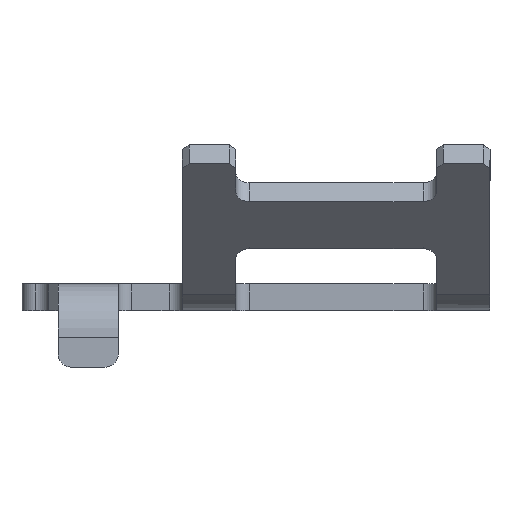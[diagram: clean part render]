
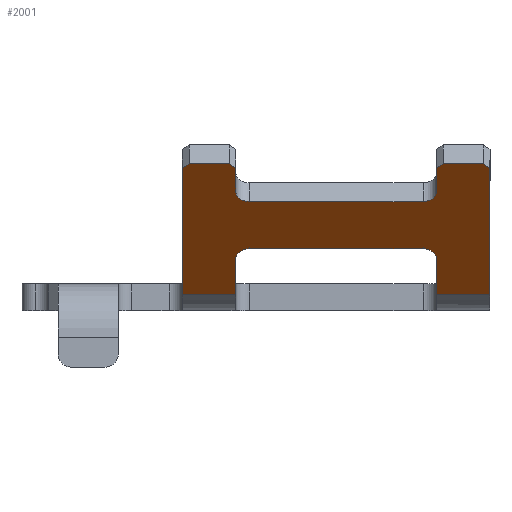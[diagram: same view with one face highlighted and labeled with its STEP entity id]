
A CAD part, left-side view. The second image highlights one B-rep face of the part: STEP entity #2001.
In plain terms, the highlighted planar face has unit normal (-0.707, 0, -0.707).
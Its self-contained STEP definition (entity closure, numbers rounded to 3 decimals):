
#131=CIRCLE('',#2152,1.);
#132=CIRCLE('',#2154,1.);
#133=CIRCLE('',#2157,1.);
#134=CIRCLE('',#2160,1.);
#251=FACE_OUTER_BOUND('',#360,.T.);
#360=EDGE_LOOP('',(#1796,#1797,#1798,#1799,#1800,#1801,#1802,#1803,#1804,
#1805,#1806,#1807,#1808,#1809,#1810,#1811,#1812,#1813,#1814,#1815));
#410=LINE('',#2895,#613);
#414=LINE('',#2902,#617);
#429=LINE('',#2941,#632);
#432=LINE('',#2946,#635);
#434=LINE('',#2951,#637);
#437=LINE('',#2956,#640);
#439=LINE('',#2960,#642);
#538=LINE('',#3294,#741);
#541=LINE('',#3303,#744);
#545=LINE('',#3312,#748);
#551=LINE('',#3353,#754);
#552=LINE('',#3362,#755);
#562=LINE('',#3394,#765);
#563=LINE('',#3396,#766);
#564=LINE('',#3398,#767);
#565=LINE('',#3400,#768);
#613=VECTOR('',#2296,10.);
#617=VECTOR('',#2302,10.);
#632=VECTOR('',#2329,10.);
#635=VECTOR('',#2334,10.);
#637=VECTOR('',#2338,10.);
#640=VECTOR('',#2343,10.);
#642=VECTOR('',#2347,10.);
#741=VECTOR('',#2646,10.);
#744=VECTOR('',#2655,10.);
#748=VECTOR('',#2665,10.);
#754=VECTOR('',#2699,10.);
#755=VECTOR('',#2712,10.);
#765=VECTOR('',#2766,10.);
#766=VECTOR('',#2769,10.);
#767=VECTOR('',#2772,10.);
#768=VECTOR('',#2775,10.);
#813=VERTEX_POINT('',#2892);
#814=VERTEX_POINT('',#2894);
#816=VERTEX_POINT('',#2900);
#834=VERTEX_POINT('',#2940);
#835=VERTEX_POINT('',#2944);
#836=VERTEX_POINT('',#2948);
#837=VERTEX_POINT('',#2950);
#838=VERTEX_POINT('',#2954);
#839=VERTEX_POINT('',#2958);
#940=VERTEX_POINT('',#3284);
#941=VERTEX_POINT('',#3288);
#942=VERTEX_POINT('',#3289);
#943=VERTEX_POINT('',#3296);
#944=VERTEX_POINT('',#3297);
#945=VERTEX_POINT('',#3302);
#946=VERTEX_POINT('',#3306);
#947=VERTEX_POINT('',#3307);
#952=VERTEX_POINT('',#3348);
#953=VERTEX_POINT('',#3359);
#954=VERTEX_POINT('',#3361);
#1008=EDGE_CURVE('',#813,#814,#410,.T.);
#1012=EDGE_CURVE('',#816,#813,#414,.T.);
#1031=EDGE_CURVE('',#834,#816,#429,.T.);
#1034=EDGE_CURVE('',#834,#835,#432,.T.);
#1036=EDGE_CURVE('',#836,#837,#434,.T.);
#1039=EDGE_CURVE('',#838,#836,#437,.T.);
#1041=EDGE_CURVE('',#839,#838,#439,.T.);
#1193=EDGE_CURVE('',#940,#835,#131,.T.);
#1195=EDGE_CURVE('',#941,#942,#132,.T.);
#1198=EDGE_CURVE('',#940,#942,#538,.T.);
#1199=EDGE_CURVE('',#943,#944,#133,.T.);
#1202=EDGE_CURVE('',#945,#944,#541,.T.);
#1204=EDGE_CURVE('',#946,#947,#134,.T.);
#1207=EDGE_CURVE('',#943,#947,#545,.T.);
#1223=EDGE_CURVE('',#952,#945,#551,.T.);
#1227=EDGE_CURVE('',#954,#953,#552,.T.);
#1242=EDGE_CURVE('',#941,#837,#562,.T.);
#1243=EDGE_CURVE('',#814,#953,#563,.T.);
#1244=EDGE_CURVE('',#946,#954,#564,.T.);
#1245=EDGE_CURVE('',#952,#839,#565,.T.);
#1796=ORIENTED_EDGE('',*,*,#1008,.F.);
#1797=ORIENTED_EDGE('',*,*,#1012,.F.);
#1798=ORIENTED_EDGE('',*,*,#1031,.F.);
#1799=ORIENTED_EDGE('',*,*,#1034,.T.);
#1800=ORIENTED_EDGE('',*,*,#1193,.F.);
#1801=ORIENTED_EDGE('',*,*,#1198,.T.);
#1802=ORIENTED_EDGE('',*,*,#1195,.F.);
#1803=ORIENTED_EDGE('',*,*,#1242,.T.);
#1804=ORIENTED_EDGE('',*,*,#1036,.F.);
#1805=ORIENTED_EDGE('',*,*,#1039,.F.);
#1806=ORIENTED_EDGE('',*,*,#1041,.F.);
#1807=ORIENTED_EDGE('',*,*,#1245,.F.);
#1808=ORIENTED_EDGE('',*,*,#1223,.T.);
#1809=ORIENTED_EDGE('',*,*,#1202,.T.);
#1810=ORIENTED_EDGE('',*,*,#1199,.F.);
#1811=ORIENTED_EDGE('',*,*,#1207,.T.);
#1812=ORIENTED_EDGE('',*,*,#1204,.F.);
#1813=ORIENTED_EDGE('',*,*,#1244,.T.);
#1814=ORIENTED_EDGE('',*,*,#1227,.T.);
#1815=ORIENTED_EDGE('',*,*,#1243,.F.);
#1894=PLANE('',#2206);
#2001=ADVANCED_FACE('',(#251),#1894,.F.);
#2152=AXIS2_PLACEMENT_3D('',#3285,#2635,#2636);
#2154=AXIS2_PLACEMENT_3D('',#3290,#2640,#2641);
#2157=AXIS2_PLACEMENT_3D('',#3298,#2649,#2650);
#2160=AXIS2_PLACEMENT_3D('',#3308,#2659,#2660);
#2206=AXIS2_PLACEMENT_3D('',#3399,#2773,#2774);
#2296=DIRECTION('',(0.5,-0.707,-0.5));
#2302=DIRECTION('',(0.,-1.,0.));
#2329=DIRECTION('',(-0.5,-0.707,0.5));
#2334=DIRECTION('',(0.707,0.,-0.707));
#2338=DIRECTION('',(0.5,-0.707,-0.5));
#2343=DIRECTION('',(0.,-1.,0.));
#2347=DIRECTION('',(-0.5,-0.707,0.5));
#2635=DIRECTION('center_axis',(-0.707,0.,-0.707));
#2636=DIRECTION('ref_axis',(0.5,-0.707,-0.5));
#2640=DIRECTION('center_axis',(-0.707,0.,-0.707));
#2641=DIRECTION('ref_axis',(0.5,0.707,-0.5));
#2646=DIRECTION('',(0.,1.,0.));
#2649=DIRECTION('center_axis',(-0.707,0.,-0.707));
#2650=DIRECTION('ref_axis',(-0.5,0.707,0.5));
#2655=DIRECTION('',(-0.707,0.,0.707));
#2659=DIRECTION('center_axis',(-0.707,0.,-0.707));
#2660=DIRECTION('ref_axis',(-0.5,-0.707,0.5));
#2665=DIRECTION('',(0.,-1.,0.));
#2699=DIRECTION('',(0.,-1.,0.));
#2712=DIRECTION('',(0.,-1.,0.));
#2766=DIRECTION('',(-0.707,0.,0.707));
#2769=DIRECTION('',(0.707,0.,-0.707));
#2772=DIRECTION('',(0.707,0.,-0.707));
#2773=DIRECTION('center_axis',(0.707,0.,0.707));
#2774=DIRECTION('ref_axis',(0.707,0.,-0.707));
#2775=DIRECTION('',(-0.707,0.,0.707));
#2892=CARTESIAN_POINT('',(-17.504,0.5,10.978));
#2894=CARTESIAN_POINT('',(-17.151,0.,10.625));
#2895=CARTESIAN_POINT('',(-13.438,-5.25,6.913));
#2900=CARTESIAN_POINT('',(-17.504,3.5,10.978));
#2902=CARTESIAN_POINT('',(-17.504,23.,10.978));
#2940=CARTESIAN_POINT('',(-17.151,4.,10.625));
#2941=CARTESIAN_POINT('',(-10.08,14.,3.554));
#2944=CARTESIAN_POINT('',(-15.383,4.,8.857));
#2946=CARTESIAN_POINT('',(-4.246,4.,-2.28));
#2948=CARTESIAN_POINT('',(-17.504,19.5,10.978));
#2950=CARTESIAN_POINT('',(-17.151,19.,10.625));
#2951=CARTESIAN_POINT('',(-10.08,9.,3.554));
#2954=CARTESIAN_POINT('',(-17.504,22.5,10.978));
#2956=CARTESIAN_POINT('',(-17.504,23.,10.978));
#2958=CARTESIAN_POINT('',(-17.151,23.,10.625));
#2960=CARTESIAN_POINT('',(-13.438,28.25,6.913));
#3284=CARTESIAN_POINT('',(-14.676,5.,8.15));
#3285=CARTESIAN_POINT('Origin',(-15.383,5.,8.857));
#3288=CARTESIAN_POINT('',(-15.383,19.,8.857));
#3289=CARTESIAN_POINT('',(-14.676,18.,8.15));
#3290=CARTESIAN_POINT('Origin',(-15.383,18.,8.857));
#3294=CARTESIAN_POINT('',(-14.676,15.25,8.15));
#3296=CARTESIAN_POINT('',(-11.14,18.,4.614));
#3297=CARTESIAN_POINT('',(-10.433,19.,3.907));
#3298=CARTESIAN_POINT('Origin',(-10.433,18.,3.907));
#3302=CARTESIAN_POINT('',(-7.697,19.,1.172));
#3303=CARTESIAN_POINT('',(-2.478,19.,-4.048));
#3306=CARTESIAN_POINT('',(-10.433,4.,3.907));
#3307=CARTESIAN_POINT('',(-11.14,5.,4.614));
#3308=CARTESIAN_POINT('Origin',(-10.433,5.,3.907));
#3312=CARTESIAN_POINT('',(-11.14,7.75,4.614));
#3348=CARTESIAN_POINT('',(-7.697,23.,1.172));
#3353=CARTESIAN_POINT('',(-7.697,17.25,1.172));
#3359=CARTESIAN_POINT('',(-7.697,0.,1.172));
#3361=CARTESIAN_POINT('',(-7.697,4.,1.172));
#3362=CARTESIAN_POINT('',(-7.697,7.75,1.172));
#3394=CARTESIAN_POINT('',(-5.66,19.,-0.866));
#3396=CARTESIAN_POINT('',(-17.504,0.,10.978));
#3398=CARTESIAN_POINT('',(0.35,4.,-6.876));
#3399=CARTESIAN_POINT('Origin',(6.184,11.5,-12.71));
#3400=CARTESIAN_POINT('',(-5.484,23.,-1.042));
